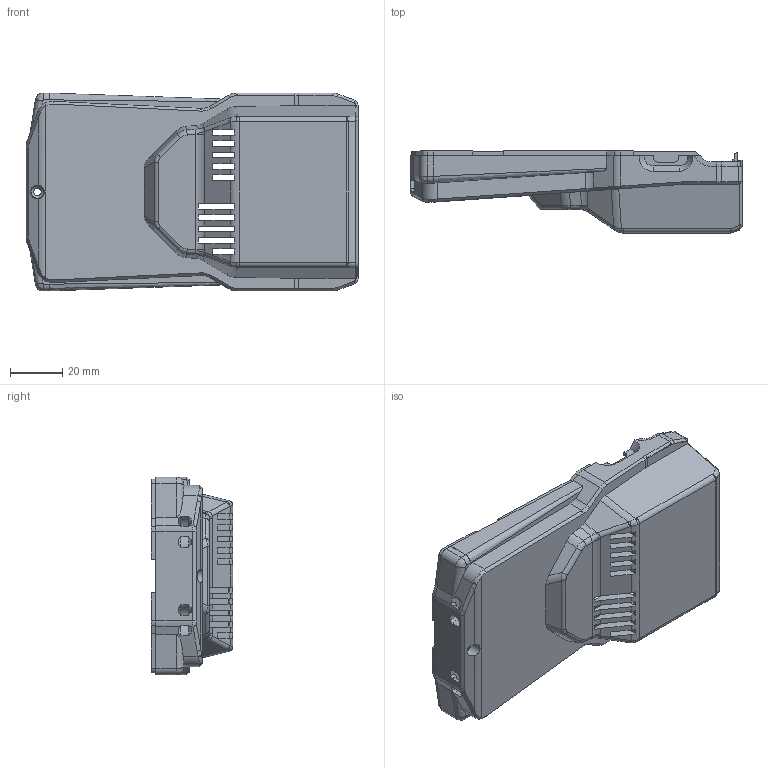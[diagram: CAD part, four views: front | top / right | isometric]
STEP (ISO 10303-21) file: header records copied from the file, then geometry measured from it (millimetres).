
FILE_DESCRIPTION(/* description */ (''),/* implementation_level */ '2;1');
FILE_NAME(/* name */ 'uCritAir Bottom v7-color bodies.step',/* time_stamp */ '2025-11-05T18:05:52-07:00',/* author */ (''),/* organization */ (''),/* preprocessor_version */ 'ST-DEVELOPER v20.1',/* originating_system */ 'Autodesk Translation Framework v14.17.0.0',/* authorisation */ '');
FILE_SCHEMA (('AUTOMOTIVE_DESIGN { 1 0 10303 214 3 1 1 }'));
Length unit declared in the file: millimetre
Products named in the file (1): uCritAir Bottom v7-110325
Bounding box: 127.5 x 31.4 x 76 mm (x, y, z)
Volume: 27989.5 mm3; surface area: 50408.3 mm2
Topology: 5 solids, 6 shells, 770 faces, 2161 edges, 1382 vertices
Faces by surface type: plane 477, cylinder 148, bspline 118, cone 23, sphere 4
Full cylindrical faces by diameter (mm): 3 x1, 5.2 x1
Entity records: 28194 total; most frequent: CARTESIAN_POINT 8958, ORIENTED_EDGE 4318, DIRECTION 3578, EDGE_CURVE 2159, LINE 1502, VECTOR 1502, VERTEX_POINT 1382, AXIS2_PLACEMENT_3D 1038
